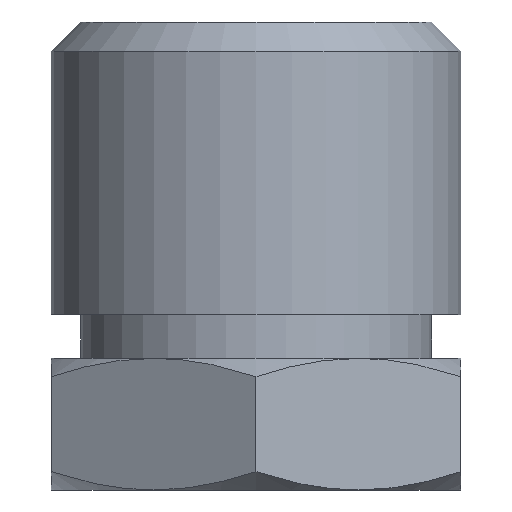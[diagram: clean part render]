
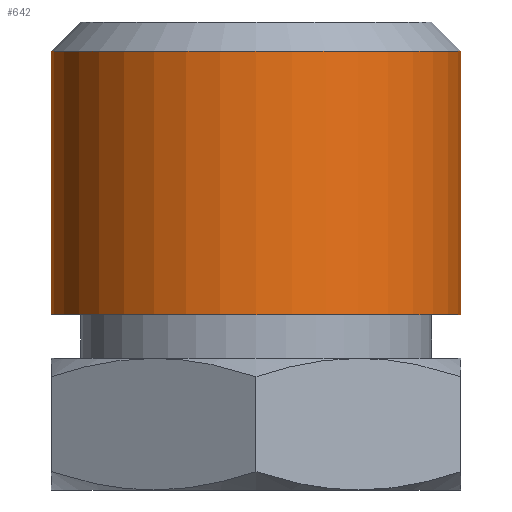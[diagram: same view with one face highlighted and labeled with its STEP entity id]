
A CAD part, front view. The second image highlights one B-rep face of the part: STEP entity #642.
In plain terms, the highlighted cylindrical face has radius 7 mm (diameter 14 mm), a partial arc.
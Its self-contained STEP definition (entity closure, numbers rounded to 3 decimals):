
#84 = CARTESIAN_POINT ( 'NONE',  ( 7., 0., 15. ) ) ;
#88 = CIRCLE ( 'NONE', #908, 7. ) ;
#123 = VECTOR ( 'NONE', #1065, 1000. ) ;
#125 = ORIENTED_EDGE ( 'NONE', *, *, #236, .F. ) ;
#154 = VERTEX_POINT ( 'NONE', #84 ) ;
#158 = VERTEX_POINT ( 'NONE', #682 ) ;
#186 = CARTESIAN_POINT ( 'NONE',  ( -7., 0., 6. ) ) ;
#190 = DIRECTION ( 'NONE',  ( 1., 0., 0. ) ) ;
#213 = VERTEX_POINT ( 'NONE', #186 ) ;
#220 = DIRECTION ( 'NONE',  ( 1., 0., 0. ) ) ;
#236 = EDGE_CURVE ( 'NONE', #154, #158, #298, .T. ) ;
#286 = CARTESIAN_POINT ( 'NONE',  ( 0., 0., 15. ) ) ;
#298 = LINE ( 'NONE', #562, #540 ) ;
#470 = ORIENTED_EDGE ( 'NONE', *, *, #921, .T. ) ;
#487 = FACE_OUTER_BOUND ( 'NONE', #1207, .T. ) ;
#524 = ORIENTED_EDGE ( 'NONE', *, *, #649, .T. ) ;
#540 = VECTOR ( 'NONE', #1402, 1000. ) ;
#548 = VERTEX_POINT ( 'NONE', #1163 ) ;
#562 = CARTESIAN_POINT ( 'NONE',  ( 7., 0., 16. ) ) ;
#592 = CARTESIAN_POINT ( 'NONE',  ( 0., 0., 6. ) ) ;
#642 = ADVANCED_FACE ( 'NONE', ( #487 ), #678, .T. ) ;
#649 = EDGE_CURVE ( 'NONE', #548, #213, #946, .T. ) ;
#678 = CYLINDRICAL_SURFACE ( 'NONE', #803, 7. ) ;
#682 = CARTESIAN_POINT ( 'NONE',  ( 7., 0., 6. ) ) ;
#803 = AXIS2_PLACEMENT_3D ( 'NONE', #1050, #815, #1296 ) ;
#815 = DIRECTION ( 'NONE',  ( 0., 0., -1. ) ) ;
#829 = ORIENTED_EDGE ( 'NONE', *, *, #1100, .T. ) ;
#908 = AXIS2_PLACEMENT_3D ( 'NONE', #592, #1298, #220 ) ;
#921 = EDGE_CURVE ( 'NONE', #154, #548, #1324, .T. ) ;
#932 = AXIS2_PLACEMENT_3D ( 'NONE', #286, #1119, #190 ) ;
#946 = LINE ( 'NONE', #1542, #123 ) ;
#1050 = CARTESIAN_POINT ( 'NONE',  ( 0., 0., 16. ) ) ;
#1065 = DIRECTION ( 'NONE',  ( 0., 0., -1. ) ) ;
#1100 = EDGE_CURVE ( 'NONE', #213, #158, #88, .T. ) ;
#1119 = DIRECTION ( 'NONE',  ( 0., 0., -1. ) ) ;
#1163 = CARTESIAN_POINT ( 'NONE',  ( -7., 0., 15. ) ) ;
#1207 = EDGE_LOOP ( 'NONE', ( #125, #470, #524, #829 ) ) ;
#1296 = DIRECTION ( 'NONE',  ( -1., 0., 0. ) ) ;
#1298 = DIRECTION ( 'NONE',  ( 0., 0., 1. ) ) ;
#1324 = CIRCLE ( 'NONE', #932, 7. ) ;
#1402 = DIRECTION ( 'NONE',  ( 0., 0., -1. ) ) ;
#1542 = CARTESIAN_POINT ( 'NONE',  ( -7., 0., 16. ) ) ;
